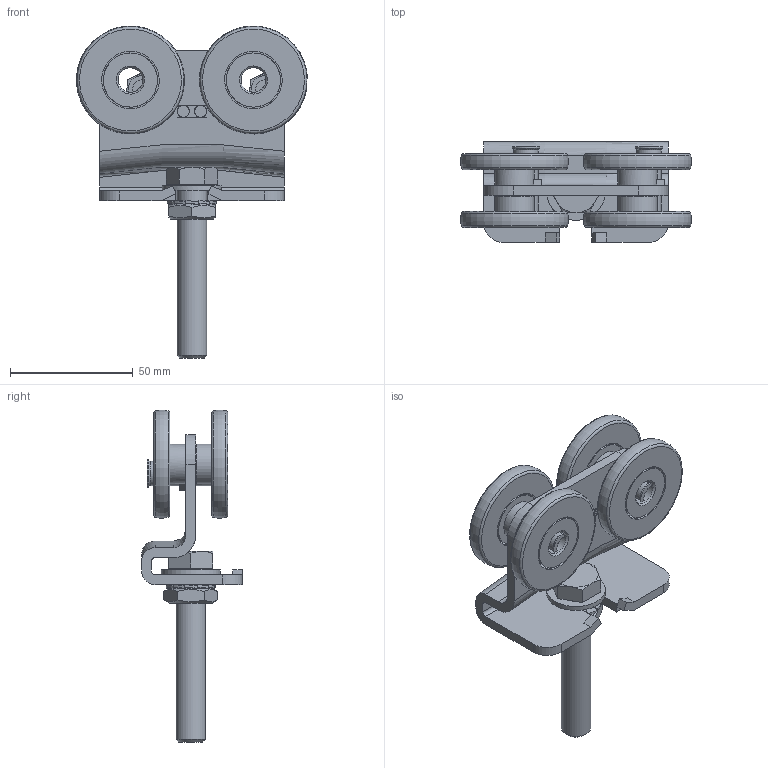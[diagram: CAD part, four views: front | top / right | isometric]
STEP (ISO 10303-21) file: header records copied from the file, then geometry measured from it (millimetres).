
FILE_DESCRIPTION(/* description */ (''),/* implementation_level */ '2;1');
FILE_NAME(/* name */ '2252.stp',/* time_stamp */ '2018-06-01T11:43:48+02:00',/* author */ ('Giuliano'),/* organization */ (''),/* preprocessor_version */ 'ST-DEVELOPER v16.5',/* originating_system */ 'Autodesk Inventor 2017',/* authorisation */ '');
FILE_SCHEMA (('AUTOMOTIVE_DESIGN { 1 0 10303 214 3 1 1 }'));
Length unit declared in the file: millimetre
Products named in the file (1): Pièce1
Bounding box: 93.88 x 41 x 134.96 mm (x, y, z)
Volume: 78839.2 mm3; surface area: 44077.2 mm2
Topology: 5 solids, 5 shells, 335 faces, 927 edges, 603 vertices
Faces by surface type: plane 209, cylinder 74, cone 27, torus 25
Full cylindrical faces by diameter (mm): 2.35 x2, 3.275 x1, 3.475 x1, 4.8 x2, 7.8 x2, 9.9 x4, 10 x2, 11.3 x2, 12 x2, 12.1 x1, 12.3 x1, 16.63 x1, 20 x1, 22 x2, 23.4 x8, 24 x1
Entity records: 10940 total; most frequent: CARTESIAN_POINT 2161, DIRECTION 1799, ORIENTED_EDGE 1684, EDGE_CURVE 841, AXIS2_PLACEMENT_3D 690, VERTEX_POINT 580, EDGE_LOOP 429, LINE 419
